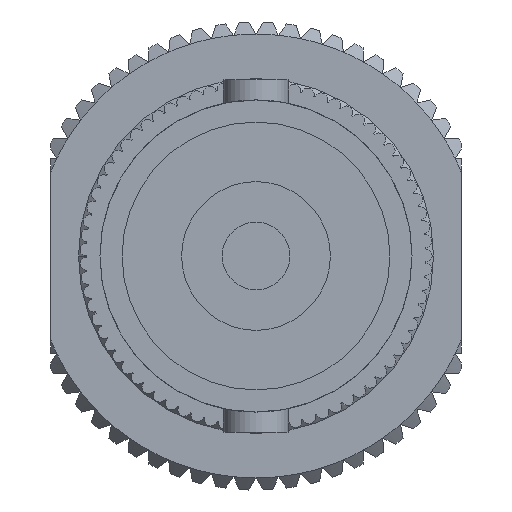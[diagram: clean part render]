
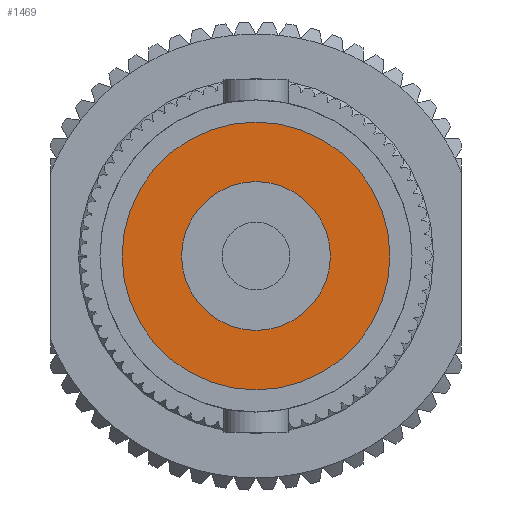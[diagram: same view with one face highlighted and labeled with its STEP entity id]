
A CAD part, left-side view. The second image highlights one B-rep face of the part: STEP entity #1469.
In plain terms, the highlighted face is planar.
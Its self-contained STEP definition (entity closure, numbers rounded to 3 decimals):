
#1030 = CIRCLE ( 'NONE', #11787, 4.14 ) ;
#1144 = ORIENTED_EDGE ( 'NONE', *, *, #17963, .T. ) ;
#1333 = CARTESIAN_POINT ( 'NONE',  ( 13.385, 0., 2.3 ) ) ;
#1469 = ADVANCED_FACE ( 'NONE', ( #10178, #6766 ), #14604, .T. ) ;
#1763 = DIRECTION ( 'NONE',  ( 1., 0., 0. ) ) ;
#1976 = DIRECTION ( 'NONE',  ( 0., 0., -1. ) ) ;
#2518 = EDGE_CURVE ( 'NONE', #20657, #9068, #3756, .T. ) ;
#2697 = AXIS2_PLACEMENT_3D ( 'NONE', #19296, #1763, #11645 ) ;
#3632 = DIRECTION ( 'NONE',  ( 0., 0., -1. ) ) ;
#3745 = CARTESIAN_POINT ( 'NONE',  ( 13.385, 0., 4.14 ) ) ;
#3756 = CIRCLE ( 'NONE', #13861, 4.14 ) ;
#4021 = EDGE_CURVE ( 'NONE', #11253, #5426, #12208, .T. ) ;
#4144 = ORIENTED_EDGE ( 'NONE', *, *, #16649, .F. ) ;
#4282 = EDGE_LOOP ( 'NONE', ( #1144, #17485 ) ) ;
#5426 = VERTEX_POINT ( 'NONE', #15555 ) ;
#6596 = DIRECTION ( 'NONE',  ( 1., 0., 0. ) ) ;
#6766 = FACE_BOUND ( 'NONE', #19146, .T. ) ;
#9027 = ORIENTED_EDGE ( 'NONE', *, *, #4021, .F. ) ;
#9068 = VERTEX_POINT ( 'NONE', #16492 ) ;
#9405 = AXIS2_PLACEMENT_3D ( 'NONE', #14806, #11306, #3632 ) ;
#10178 = FACE_OUTER_BOUND ( 'NONE', #4282, .T. ) ;
#10770 = DIRECTION ( 'NONE',  ( 1., 0., 0. ) ) ;
#11111 = CIRCLE ( 'NONE', #2697, 2.3 ) ;
#11253 = VERTEX_POINT ( 'NONE', #1333 ) ;
#11306 = DIRECTION ( 'NONE',  ( 1., 0., 0. ) ) ;
#11645 = DIRECTION ( 'NONE',  ( 0., 0., -1. ) ) ;
#11787 = AXIS2_PLACEMENT_3D ( 'NONE', #19406, #6596, #1976 ) ;
#12045 = CARTESIAN_POINT ( 'NONE',  ( 13.385, 0., 0. ) ) ;
#12208 = CIRCLE ( 'NONE', #19637, 2.3 ) ;
#13861 = AXIS2_PLACEMENT_3D ( 'NONE', #12045, #10770, #15649 ) ;
#14136 = CARTESIAN_POINT ( 'NONE',  ( 13.385, 0., 0. ) ) ;
#14604 = PLANE ( 'NONE',  #9405 ) ;
#14806 = CARTESIAN_POINT ( 'NONE',  ( 13.385, 0., 0. ) ) ;
#15319 = DIRECTION ( 'NONE',  ( 0., 0., -1. ) ) ;
#15555 = CARTESIAN_POINT ( 'NONE',  ( 13.385, 0., -2.3 ) ) ;
#15649 = DIRECTION ( 'NONE',  ( 0., 0., -1. ) ) ;
#16492 = CARTESIAN_POINT ( 'NONE',  ( 13.385, 0., -4.14 ) ) ;
#16649 = EDGE_CURVE ( 'NONE', #5426, #11253, #11111, .T. ) ;
#17322 = DIRECTION ( 'NONE',  ( 1., 0., 0. ) ) ;
#17485 = ORIENTED_EDGE ( 'NONE', *, *, #2518, .T. ) ;
#17963 = EDGE_CURVE ( 'NONE', #9068, #20657, #1030, .T. ) ;
#19146 = EDGE_LOOP ( 'NONE', ( #9027, #4144 ) ) ;
#19296 = CARTESIAN_POINT ( 'NONE',  ( 13.385, 0., 0. ) ) ;
#19406 = CARTESIAN_POINT ( 'NONE',  ( 13.385, 0., 0. ) ) ;
#19637 = AXIS2_PLACEMENT_3D ( 'NONE', #14136, #17322, #15319 ) ;
#20657 = VERTEX_POINT ( 'NONE', #3745 ) ;
